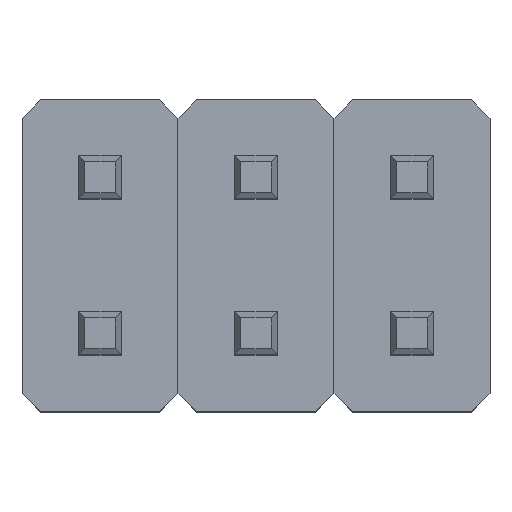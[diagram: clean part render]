
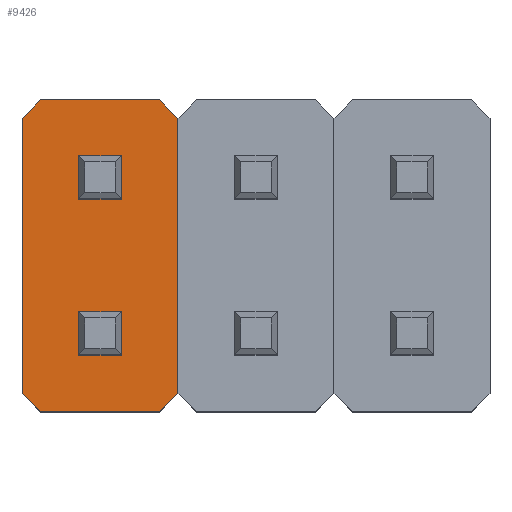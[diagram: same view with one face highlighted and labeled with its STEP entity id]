
A CAD part, top view. The second image highlights one B-rep face of the part: STEP entity #9426.
In plain terms, the highlighted planar face has unit normal (0, 0, 1).
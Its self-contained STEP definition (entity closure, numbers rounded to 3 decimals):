
#142=FACE_BOUND('',#1048,.T.);
#143=FACE_BOUND('',#1049,.T.);
#513=FACE_OUTER_BOUND('',#1047,.T.);
#1047=EDGE_LOOP('',(#6750,#6751,#6752,#6753,#6754,#6755,#6756,#6757));
#1048=EDGE_LOOP('',(#6758,#6759,#6760,#6761));
#1049=EDGE_LOOP('',(#6762,#6763,#6764,#6765));
#1851=LINE('',#15228,#2967);
#1854=LINE('',#15234,#2970);
#1857=LINE('',#15240,#2973);
#1861=LINE('',#15248,#2977);
#1866=LINE('',#15257,#2982);
#1869=LINE('',#15263,#2985);
#1872=LINE('',#15269,#2988);
#1877=LINE('',#15277,#2993);
#1878=LINE('',#15281,#2994);
#1879=LINE('',#15283,#2995);
#1880=LINE('',#15285,#2996);
#1881=LINE('',#15286,#2997);
#1882=LINE('',#15289,#2998);
#1883=LINE('',#15291,#2999);
#1884=LINE('',#15293,#3000);
#1885=LINE('',#15294,#3001);
#2967=VECTOR('',#10944,1.);
#2970=VECTOR('',#10949,1.);
#2973=VECTOR('',#10954,1.);
#2977=VECTOR('',#10960,1.);
#2982=VECTOR('',#10967,1.);
#2985=VECTOR('',#10972,1.);
#2988=VECTOR('',#10977,1.);
#2993=VECTOR('',#10984,1.);
#2994=VECTOR('',#10987,1.);
#2995=VECTOR('',#10988,1.);
#2996=VECTOR('',#10989,1.);
#2997=VECTOR('',#10990,1.);
#2998=VECTOR('',#10991,1.);
#2999=VECTOR('',#10992,1.);
#3000=VECTOR('',#10993,1.);
#3001=VECTOR('',#10994,1.);
#4006=VERTEX_POINT('',#15221);
#4009=VERTEX_POINT('',#15226);
#4011=VERTEX_POINT('',#15232);
#4013=VERTEX_POINT('',#15238);
#4016=VERTEX_POINT('',#15246);
#4019=VERTEX_POINT('',#15255);
#4021=VERTEX_POINT('',#15261);
#4023=VERTEX_POINT('',#15267);
#4026=VERTEX_POINT('',#15279);
#4027=VERTEX_POINT('',#15280);
#4028=VERTEX_POINT('',#15282);
#4029=VERTEX_POINT('',#15284);
#4030=VERTEX_POINT('',#15287);
#4031=VERTEX_POINT('',#15288);
#4032=VERTEX_POINT('',#15290);
#4033=VERTEX_POINT('',#15292);
#4999=EDGE_CURVE('',#4006,#4009,#1851,.T.);
#5002=EDGE_CURVE('',#4009,#4011,#1854,.T.);
#5005=EDGE_CURVE('',#4011,#4013,#1857,.T.);
#5009=EDGE_CURVE('',#4013,#4016,#1861,.T.);
#5014=EDGE_CURVE('',#4016,#4019,#1866,.T.);
#5017=EDGE_CURVE('',#4019,#4021,#1869,.T.);
#5020=EDGE_CURVE('',#4021,#4023,#1872,.T.);
#5025=EDGE_CURVE('',#4023,#4006,#1877,.T.);
#5026=EDGE_CURVE('',#4026,#4027,#1878,.T.);
#5027=EDGE_CURVE('',#4028,#4026,#1879,.T.);
#5028=EDGE_CURVE('',#4029,#4028,#1880,.T.);
#5029=EDGE_CURVE('',#4027,#4029,#1881,.T.);
#5030=EDGE_CURVE('',#4030,#4031,#1882,.T.);
#5031=EDGE_CURVE('',#4032,#4030,#1883,.T.);
#5032=EDGE_CURVE('',#4033,#4032,#1884,.T.);
#5033=EDGE_CURVE('',#4031,#4033,#1885,.T.);
#6750=ORIENTED_EDGE('',*,*,#4999,.T.);
#6751=ORIENTED_EDGE('',*,*,#5002,.T.);
#6752=ORIENTED_EDGE('',*,*,#5005,.T.);
#6753=ORIENTED_EDGE('',*,*,#5009,.T.);
#6754=ORIENTED_EDGE('',*,*,#5014,.T.);
#6755=ORIENTED_EDGE('',*,*,#5017,.T.);
#6756=ORIENTED_EDGE('',*,*,#5020,.T.);
#6757=ORIENTED_EDGE('',*,*,#5025,.T.);
#6758=ORIENTED_EDGE('',*,*,#5026,.F.);
#6759=ORIENTED_EDGE('',*,*,#5027,.F.);
#6760=ORIENTED_EDGE('',*,*,#5028,.F.);
#6761=ORIENTED_EDGE('',*,*,#5029,.F.);
#6762=ORIENTED_EDGE('',*,*,#5030,.F.);
#6763=ORIENTED_EDGE('',*,*,#5031,.F.);
#6764=ORIENTED_EDGE('',*,*,#5032,.F.);
#6765=ORIENTED_EDGE('',*,*,#5033,.F.);
#8471=PLANE('',#9921);
#9426=ADVANCED_FACE('',(#513,#142,#143),#8471,.T.);
#9921=AXIS2_PLACEMENT_3D('',#15278,#10985,#10986);
#10944=DIRECTION('',(0.707,-0.707,0.));
#10949=DIRECTION('',(1.,0.,0.));
#10954=DIRECTION('',(0.707,0.707,0.));
#10960=DIRECTION('',(0.,1.,0.));
#10967=DIRECTION('',(-0.707,0.707,0.));
#10972=DIRECTION('',(-1.,0.,0.));
#10977=DIRECTION('',(-0.707,-0.707,0.));
#10984=DIRECTION('',(0.,-1.,0.));
#10985=DIRECTION('center_axis',(0.,0.,1.));
#10986=DIRECTION('ref_axis',(1.,0.,0.));
#10987=DIRECTION('',(0.,1.,0.));
#10988=DIRECTION('',(1.,0.,0.));
#10989=DIRECTION('',(0.,-1.,0.));
#10990=DIRECTION('',(-1.,0.,0.));
#10991=DIRECTION('',(0.,1.,0.));
#10992=DIRECTION('',(1.,0.,0.));
#10993=DIRECTION('',(0.,-1.,0.));
#10994=DIRECTION('',(-1.,0.,0.));
#15221=CARTESIAN_POINT('',(-3.81,-2.24,2.5));
#15226=CARTESIAN_POINT('',(-3.51,-2.54,2.5));
#15228=CARTESIAN_POINT('',(-3.81,-2.24,2.5));
#15232=CARTESIAN_POINT('',(-1.57,-2.54,2.5));
#15234=CARTESIAN_POINT('',(-3.51,-2.54,2.5));
#15238=CARTESIAN_POINT('',(-1.27,-2.24,2.5));
#15240=CARTESIAN_POINT('',(-1.57,-2.54,2.5));
#15246=CARTESIAN_POINT('',(-1.27,2.24,2.5));
#15248=CARTESIAN_POINT('',(-1.27,2.24,2.5));
#15255=CARTESIAN_POINT('',(-1.57,2.54,2.5));
#15257=CARTESIAN_POINT('',(-1.57,2.54,2.5));
#15261=CARTESIAN_POINT('',(-3.51,2.54,2.5));
#15263=CARTESIAN_POINT('',(-3.51,2.54,2.5));
#15267=CARTESIAN_POINT('',(-3.81,2.24,2.5));
#15269=CARTESIAN_POINT('',(-3.81,2.24,2.5));
#15277=CARTESIAN_POINT('',(-3.81,2.24,2.5));
#15278=CARTESIAN_POINT('Origin',(-2.54,1.27,2.5));
#15279=CARTESIAN_POINT('',(-2.19,-1.62,2.5));
#15280=CARTESIAN_POINT('',(-2.19,-0.92,2.5));
#15281=CARTESIAN_POINT('',(-2.19,1.27,2.5));
#15282=CARTESIAN_POINT('',(-2.89,-1.62,2.5));
#15283=CARTESIAN_POINT('',(-2.54,-1.62,2.5));
#15284=CARTESIAN_POINT('',(-2.89,-0.92,2.5));
#15285=CARTESIAN_POINT('',(-2.89,1.27,2.5));
#15286=CARTESIAN_POINT('',(-2.54,-0.92,2.5));
#15287=CARTESIAN_POINT('',(-2.19,0.92,2.5));
#15288=CARTESIAN_POINT('',(-2.19,1.62,2.5));
#15289=CARTESIAN_POINT('',(-2.19,1.27,2.5));
#15290=CARTESIAN_POINT('',(-2.89,0.92,2.5));
#15291=CARTESIAN_POINT('',(-2.54,0.92,2.5));
#15292=CARTESIAN_POINT('',(-2.89,1.62,2.5));
#15293=CARTESIAN_POINT('',(-2.89,1.27,2.5));
#15294=CARTESIAN_POINT('',(-2.54,1.62,2.5));
